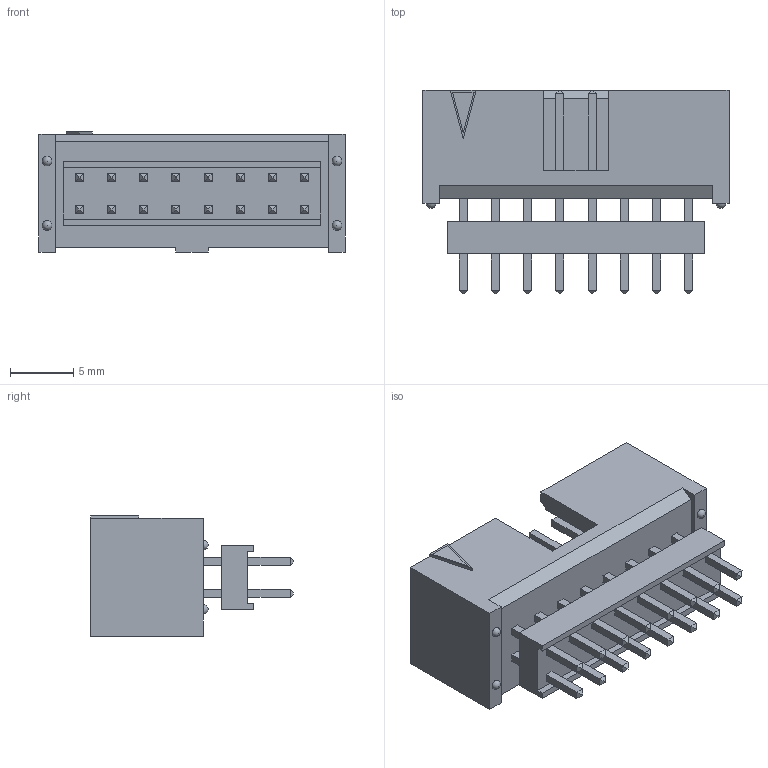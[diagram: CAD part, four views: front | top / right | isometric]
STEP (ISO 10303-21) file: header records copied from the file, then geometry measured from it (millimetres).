
FILE_DESCRIPTION(/* description */ ('STEP AP214'),/* implementation_level */ '2;1');
FILE_NAME(/* name */ 'ZSS-108-01-F-D-506',/* time_stamp */ '2023-07-23T16:14:49+02:00',/* author */ ('License CC BY-ND 4.0'),/* organization */ ('CADENAS'),/* preprocessor_version */ 'ST-DEVELOPER v19.3',/* originating_system */ 'PARTsolutions',/* authorisation */ ' ');
FILE_SCHEMA (('AUTOMOTIVE_DESIGN {1 0 10303 214 3 1 1}'));
Length unit declared in the file: inch
Products named in the file (5): ZSS-108-01-F-D-506; ZSS-108--D_indicator; ZSS-108-01-F-D-506_bsocket; ZSS-108-01-F-D-506_pins; ZSS-108-01-F-D-506_socket
Assembly tree (4 placements, depth 2):
  ZSS-108-01-F-D-506
    ZSS-108--D_indicator
    ZSS-108-01-F-D-506_bsocket
    ZSS-108-01-F-D-506_pins
    ZSS-108-01-F-D-506_socket
Bounding box: 24.13 x 16 x 9.47 mm (x, y, z)
Volume: 1236.3 mm3; surface area: 2827.3 mm2
Topology: 4 solids, 4 shells, 475 faces, 1174 edges, 740 vertices
Faces by surface type: plane 471, sphere 4
Entity records: 13755 total; most frequent: CARTESIAN_POINT 2374, ORIENTED_EDGE 2324, DIRECTION 2126, EDGE_CURVE 1162, LINE 1158, VECTOR 1158, VERTEX_POINT 732, EDGE_LOOP 576
